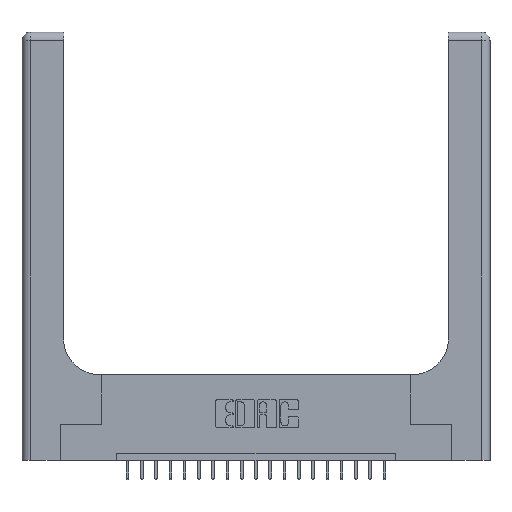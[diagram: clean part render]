
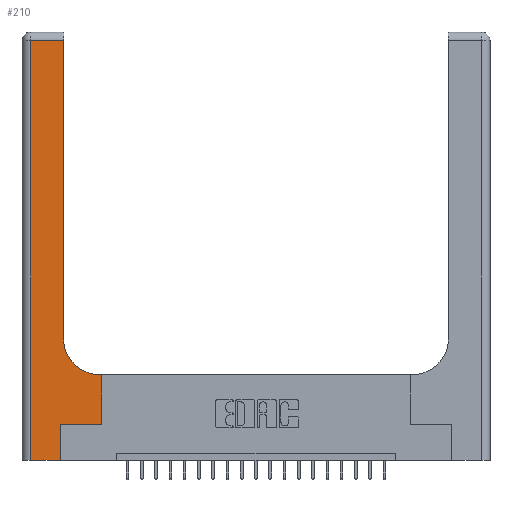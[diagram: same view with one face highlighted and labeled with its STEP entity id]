
A CAD part, top view. The second image highlights one B-rep face of the part: STEP entity #210.
In plain terms, the highlighted planar face has unit normal (0, 0, 1).
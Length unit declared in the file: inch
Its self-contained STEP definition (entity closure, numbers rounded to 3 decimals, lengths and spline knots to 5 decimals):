
#11 = CARTESIAN_POINT ( 'NONE',  ( 0.2915, 0.85, 0.37 ) ) ;
#210 = ADVANCED_FACE ( 'NONE', ( #4292 ), #930, .F. ) ;
#322 = DIRECTION ( 'NONE',  ( -1., 0., 0. ) ) ;
#348 = DIRECTION ( 'NONE',  ( 0., 1., 0. ) ) ;
#798 = CARTESIAN_POINT ( 'NONE',  ( 0.269, 0.25, 0.37 ) ) ;
#930 = PLANE ( 'NONE',  #18339 ) ;
#1037 = CARTESIAN_POINT ( 'NONE',  ( 0., 3., 0.37 ) ) ;
#1117 = EDGE_LOOP ( 'NONE', ( #8176, #17346, #20649, #20994, #5034, #16612, #6576, #15012, #19016 ) ) ;
#1216 = VECTOR ( 'NONE', #348, 39.37008 ) ;
#1272 = VERTEX_POINT ( 'NONE', #4299 ) ;
#1400 = VECTOR ( 'NONE', #322, 39.37008 ) ;
#1597 = VECTOR ( 'NONE', #4525, 39.37008 ) ;
#2621 = CARTESIAN_POINT ( 'NONE',  ( 0.269, 0.25, 0.37 ) ) ;
#2653 = DIRECTION ( 'NONE',  ( -1., 0., 0. ) ) ;
#3091 = VECTOR ( 'NONE', #16620, 39.37008 ) ;
#3858 = VECTOR ( 'NONE', #13188, 39.37008 ) ;
#4006 = CARTESIAN_POINT ( 'NONE',  ( 0., 2.94, 0.37 ) ) ;
#4207 = CARTESIAN_POINT ( 'NONE',  ( 0.06, 2.94, 0.37 ) ) ;
#4275 = EDGE_CURVE ( 'NONE', #9720, #22613, #9030, .T. ) ;
#4292 = FACE_OUTER_BOUND ( 'NONE', #1117, .T. ) ;
#4299 = CARTESIAN_POINT ( 'NONE',  ( 0.269, 0., 0.37 ) ) ;
#4525 = DIRECTION ( 'NONE',  ( 0., 1., 0. ) ) ;
#5034 = ORIENTED_EDGE ( 'NONE', *, *, #6773, .T. ) ;
#5403 = CARTESIAN_POINT ( 'NONE',  ( 0.2915, 3., 0.37 ) ) ;
#5550 = EDGE_CURVE ( 'NONE', #14193, #22575, #15411, .T. ) ;
#5564 = CARTESIAN_POINT ( 'NONE',  ( 0.2915, 2.94, 0.37 ) ) ;
#5832 = VERTEX_POINT ( 'NONE', #4207 ) ;
#5840 = CARTESIAN_POINT ( 'NONE',  ( 0., 0., 0.37 ) ) ;
#6477 = DIRECTION ( 'NONE',  ( -1., 0., 0. ) ) ;
#6576 = ORIENTED_EDGE ( 'NONE', *, *, #5550, .T. ) ;
#6773 = EDGE_CURVE ( 'NONE', #1272, #14558, #9972, .T. ) ;
#7753 = VECTOR ( 'NONE', #20595, 39.37008 ) ;
#7772 = CARTESIAN_POINT ( 'NONE',  ( 0.06, 0., 0.37 ) ) ;
#8176 = ORIENTED_EDGE ( 'NONE', *, *, #4275, .T. ) ;
#9030 = LINE ( 'NONE', #5403, #1216 ) ;
#9106 = VERTEX_POINT ( 'NONE', #11898 ) ;
#9607 = DIRECTION ( 'NONE',  ( 0., 0., -1. ) ) ;
#9698 = LINE ( 'NONE', #5840, #3091 ) ;
#9720 = VERTEX_POINT ( 'NONE', #11 ) ;
#9972 = LINE ( 'NONE', #18710, #1597 ) ;
#11136 = VERTEX_POINT ( 'NONE', #7772 ) ;
#11164 = LINE ( 'NONE', #4006, #1400 ) ;
#11405 = LINE ( 'NONE', #2621, #20831 ) ;
#11419 = DIRECTION ( 'NONE',  ( 1., 0., 0. ) ) ;
#11898 = CARTESIAN_POINT ( 'NONE',  ( 0.5415, 0.6, 0.37 ) ) ;
#13188 = DIRECTION ( 'NONE',  ( 0., 1., 0. ) ) ;
#13663 = LINE ( 'NONE', #14925, #7753 ) ;
#13861 = EDGE_CURVE ( 'NONE', #22613, #5832, #11164, .T. ) ;
#14193 = VERTEX_POINT ( 'NONE', #19330 ) ;
#14558 = VERTEX_POINT ( 'NONE', #798 ) ;
#14602 = EDGE_CURVE ( 'NONE', #14558, #14193, #11405, .T. ) ;
#14658 = EDGE_CURVE ( 'NONE', #5832, #11136, #13663, .T. ) ;
#14925 = CARTESIAN_POINT ( 'NONE',  ( 0.06, 3., 0.37 ) ) ;
#15012 = ORIENTED_EDGE ( 'NONE', *, *, #20666, .T. ) ;
#15411 = LINE ( 'NONE', #22369, #3858 ) ;
#15528 = CIRCLE ( 'NONE', #22091, 0.25 ) ;
#16612 = ORIENTED_EDGE ( 'NONE', *, *, #14602, .T. ) ;
#16620 = DIRECTION ( 'NONE',  ( 1., 0., 0. ) ) ;
#16785 = CARTESIAN_POINT ( 'NONE',  ( 0.2915, 0.6, 0.37 ) ) ;
#17346 = ORIENTED_EDGE ( 'NONE', *, *, #13861, .T. ) ;
#18339 = AXIS2_PLACEMENT_3D ( 'NONE', #1037, #21827, #2653 ) ;
#18710 = CARTESIAN_POINT ( 'NONE',  ( 0.269, 0., 0.37 ) ) ;
#19016 = ORIENTED_EDGE ( 'NONE', *, *, #21039, .T. ) ;
#19330 = CARTESIAN_POINT ( 'NONE',  ( 0.5585, 0.25, 0.37 ) ) ;
#20073 = CARTESIAN_POINT ( 'NONE',  ( 0.5415, 0.85, 0.37 ) ) ;
#20201 = LINE ( 'NONE', #16785, #22075 ) ;
#20595 = DIRECTION ( 'NONE',  ( 0., -1., 0. ) ) ;
#20649 = ORIENTED_EDGE ( 'NONE', *, *, #14658, .T. ) ;
#20660 = CARTESIAN_POINT ( 'NONE',  ( 0.5585, 0.6, 0.37 ) ) ;
#20666 = EDGE_CURVE ( 'NONE', #22575, #9106, #20201, .T. ) ;
#20831 = VECTOR ( 'NONE', #21007, 39.37008 ) ;
#20994 = ORIENTED_EDGE ( 'NONE', *, *, #21984, .T. ) ;
#21007 = DIRECTION ( 'NONE',  ( 1., 0., 0. ) ) ;
#21039 = EDGE_CURVE ( 'NONE', #9106, #9720, #15528, .T. ) ;
#21827 = DIRECTION ( 'NONE',  ( 0., 0., -1. ) ) ;
#21984 = EDGE_CURVE ( 'NONE', #11136, #1272, #9698, .T. ) ;
#22075 = VECTOR ( 'NONE', #6477, 39.37008 ) ;
#22091 = AXIS2_PLACEMENT_3D ( 'NONE', #20073, #9607, #11419 ) ;
#22369 = CARTESIAN_POINT ( 'NONE',  ( 0.5585, 0.25, 0.37 ) ) ;
#22575 = VERTEX_POINT ( 'NONE', #20660 ) ;
#22613 = VERTEX_POINT ( 'NONE', #5564 ) ;
